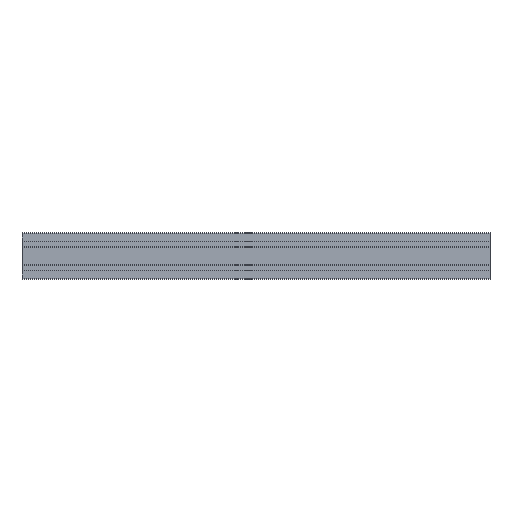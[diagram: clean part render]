
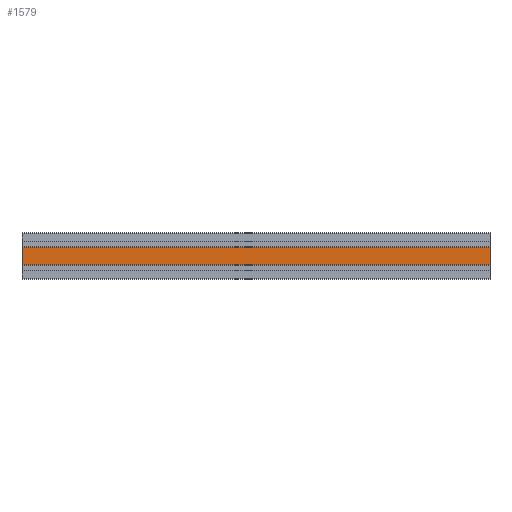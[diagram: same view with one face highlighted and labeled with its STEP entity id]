
A CAD part, top view. The second image highlights one B-rep face of the part: STEP entity #1579.
In plain terms, the highlighted planar face has unit normal (0, 0, 1).
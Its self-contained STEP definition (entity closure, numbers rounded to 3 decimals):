
#1579=ADVANCED_FACE('',(#5003),#5005,.T.);
#5003=FACE_BOUND('',#5004,.T.);
#5004=EDGE_LOOP('',(#8218,#8219,#8220,#8221));
#5005=PLANE('',#5006);
#5006=AXIS2_PLACEMENT_3D('',#5007,#5008,#5009);
#5007=CARTESIAN_POINT('',(-500.,18.9,50.));
#5008=DIRECTION('',(0.,0.,1.));
#5009=DIRECTION('',(0.,-1.,0.));
#8218=ORIENTED_EDGE('',*,*,#9719,.T.);
#8219=ORIENTED_EDGE('',*,*,#10280,.T.);
#8220=ORIENTED_EDGE('',*,*,#9361,.F.);
#8221=ORIENTED_EDGE('',*,*,#10279,.F.);
#9361=EDGE_CURVE('',#10763,#10765,#10766,.T.);
#9719=EDGE_CURVE('',#11457,#11455,#11458,.T.);
#10279=EDGE_CURVE('',#11457,#10763,#12335,.T.);
#10280=EDGE_CURVE('',#11455,#10765,#12336,.T.);
#10763=VERTEX_POINT('',#13210);
#10765=VERTEX_POINT('',#13214);
#10766=LINE('',#13215,#13216);
#11455=VERTEX_POINT('',#14793);
#11457=VERTEX_POINT('',#14797);
#11458=LINE('',#14798,#14799);
#12335=LINE('',#16969,#16970);
#12336=LINE('',#16972,#16973);
#13210=CARTESIAN_POINT('',(500.,18.9,50.));
#13214=CARTESIAN_POINT('',(500.,-18.9,50.));
#13215=CARTESIAN_POINT('',(500.,18.9,50.));
#13216=VECTOR('',#13217,1.);
#13217=DIRECTION('',(0.,-1.,0.));
#14793=CARTESIAN_POINT('',(-500.,-18.9,50.));
#14797=CARTESIAN_POINT('',(-500.,18.9,50.));
#14798=CARTESIAN_POINT('',(-500.,18.9,50.));
#14799=VECTOR('',#14800,1.);
#14800=DIRECTION('',(0.,-1.,0.));
#16969=CARTESIAN_POINT('',(-500.,18.9,50.));
#16970=VECTOR('',#16971,1.);
#16971=DIRECTION('',(1.,0.,0.));
#16972=CARTESIAN_POINT('',(-500.,-18.9,50.));
#16973=VECTOR('',#16974,1.);
#16974=DIRECTION('',(1.,0.,0.));
